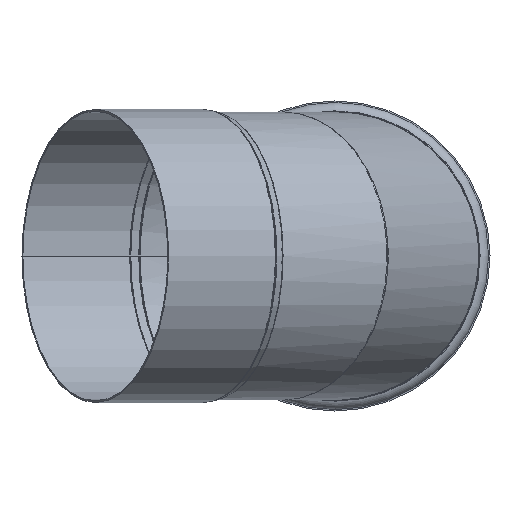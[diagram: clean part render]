
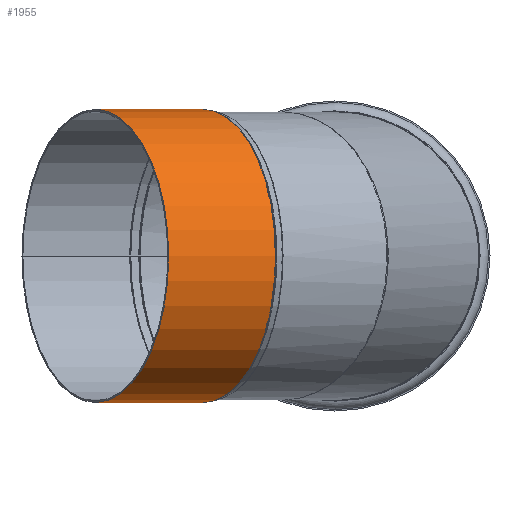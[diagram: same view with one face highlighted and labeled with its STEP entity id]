
A CAD part, left-side view. The second image highlights one B-rep face of the part: STEP entity #1955.
In plain terms, the highlighted cylindrical face has radius 82.6 mm (diameter 165.2 mm), a partial arc.
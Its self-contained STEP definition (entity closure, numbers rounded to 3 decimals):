
#208=CIRCLE('',#2198,82.6);
#209=CIRCLE('',#2200,82.6);
#244=CYLINDRICAL_SURFACE('',#2199,82.6);
#356=FACE_OUTER_BOUND('',#488,.T.);
#488=EDGE_LOOP('',(#1568,#1569,#1570,#1571));
#639=LINE('',#3312,#755);
#651=LINE('',#3355,#767);
#755=VECTOR('',#2738,69.844);
#767=VECTOR('',#2792,69.844);
#875=VERTEX_POINT('',#3305);
#877=VERTEX_POINT('',#3311);
#880=VERTEX_POINT('',#3318);
#887=VERTEX_POINT('',#3350);
#1104=EDGE_CURVE('',#877,#875,#639,.T.);
#1124=EDGE_CURVE('',#887,#877,#208,.T.);
#1126=EDGE_CURVE('',#880,#875,#209,.T.);
#1127=EDGE_CURVE('',#887,#880,#651,.T.);
#1568=ORIENTED_EDGE('',*,*,#1104,.T.);
#1569=ORIENTED_EDGE('',*,*,#1126,.F.);
#1570=ORIENTED_EDGE('',*,*,#1127,.F.);
#1571=ORIENTED_EDGE('',*,*,#1124,.T.);
#1955=ADVANCED_FACE('',(#356),#244,.T.);
#2198=AXIS2_PLACEMENT_3D('',#3351,#2785,#2786);
#2199=AXIS2_PLACEMENT_3D('',#3353,#2788,#2789);
#2200=AXIS2_PLACEMENT_3D('',#3354,#2790,#2791);
#2738=DIRECTION('',(0.,1.,0.));
#2785=DIRECTION('center_axis',(0.,1.,0.));
#2786=DIRECTION('ref_axis',(1.,0.,0.));
#2788=DIRECTION('center_axis',(0.,1.,0.));
#2789=DIRECTION('ref_axis',(1.,0.,0.));
#2790=DIRECTION('center_axis',(0.,1.,0.));
#2791=DIRECTION('ref_axis',(1.,0.,0.));
#2792=DIRECTION('',(0.,1.,0.));
#3305=CARTESIAN_POINT('',(82.6,69.844,0.144));
#3311=CARTESIAN_POINT('',(82.6,0.,0.144));
#3312=CARTESIAN_POINT('',(82.6,0.,0.144));
#3318=CARTESIAN_POINT('',(82.6,69.844,0.));
#3350=CARTESIAN_POINT('',(82.6,0.,0.));
#3351=CARTESIAN_POINT('Origin',(0.,0.,0.));
#3353=CARTESIAN_POINT('Origin',(0.,534.895,0.));
#3354=CARTESIAN_POINT('Origin',(0.,69.844,0.));
#3355=CARTESIAN_POINT('',(82.6,0.,0.));
